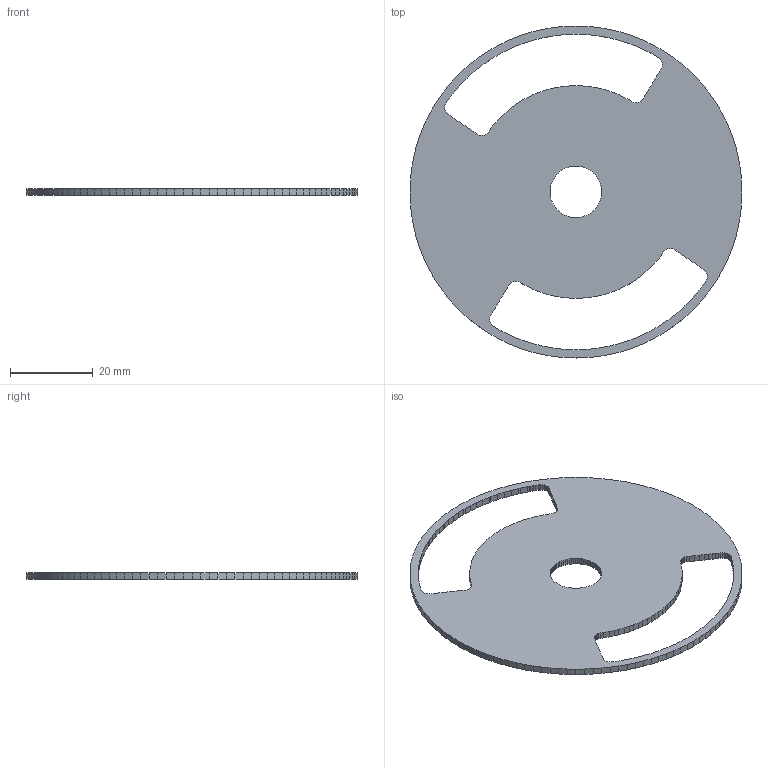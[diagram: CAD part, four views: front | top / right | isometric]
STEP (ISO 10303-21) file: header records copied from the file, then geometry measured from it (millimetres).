
FILE_DESCRIPTION(('KiCad electronic assembly'),'2;1');
FILE_NAME('USTTHUNDERMILLPCB04.step','2023-07-01T20:56:44',('Pcbnew'),( 'Kicad'),'Open CASCADE STEP processor 7.5','KiCad to STEP converter' ,'Unknown');
FILE_SCHEMA(('AUTOMOTIVE_DESIGN { 1 0 10303 214 1 1 1 1 }'));
Length unit declared in the file: millimetre
Products named in the file (2): USTTHUNDERMILLPCB04 1; USTTHUNDERMILLPCB04 PCB
Assembly tree (1 placements, depth 2):
  USTTHUNDERMILLPCB04 1
    USTTHUNDERMILLPCB04 PCB
Bounding box: 80 x 80 x 1.58 mm (x, y, z)
Volume: 5710.8 mm3; surface area: 8085.5 mm2
Topology: 1 solids, 1 shells, 458 faces, 1368 edges, 912 vertices
Faces by surface type: plane 458
Entity records: 32915 total; most frequent: CARTESIAN_POINT 5476, DIRECTION 5024, LINE 4104, VECTOR 4104, ORIENTED_EDGE 2736, PCURVE 2736, DEFINITIONAL_REPRESENTATION 2736, EDGE_CURVE 1368
